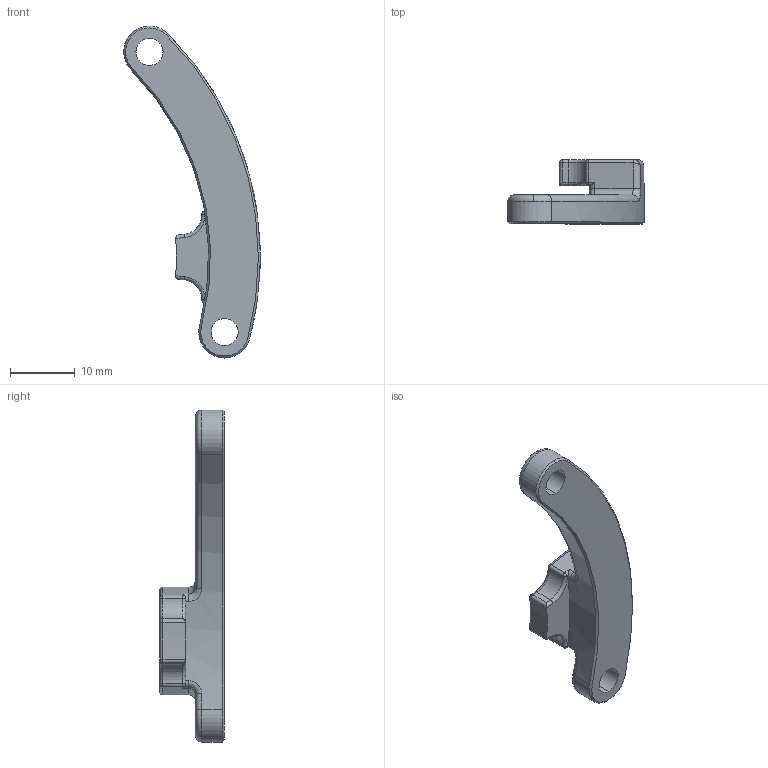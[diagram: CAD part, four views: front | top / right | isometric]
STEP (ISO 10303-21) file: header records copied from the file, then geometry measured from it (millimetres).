
FILE_DESCRIPTION (( 'STEP AP214' ), '1' );
FILE_NAME ('thigh_stopper.STEP', '2026-01-14T08:07:53', ( '' ), ( '' ), 'SwSTEP 2.0', 'SolidWorks 2023', '' );
FILE_SCHEMA (( 'AUTOMOTIVE_DESIGN' ));
Length unit declared in the file: millimetre
Products named in the file (1): thigh_stopper
Bounding box: 21.17 x 10 x 51.47 mm (x, y, z)
Volume: 2633.5 mm3; surface area: 1732.4 mm2
Topology: 1 solids, 1 shells, 78 faces, 184 edges, 104 vertices
Faces by surface type: cylinder 31, torus 15, cone 9, plane 9, sphere 8, bspline 6
Entity records: 2524 total; most frequent: CARTESIAN_POINT 732, DIRECTION 407, ORIENTED_EDGE 356, EDGE_CURVE 178, AXIS2_PLACEMENT_3D 175, CIRCLE 102, VERTEX_POINT 102, EDGE_LOOP 82
